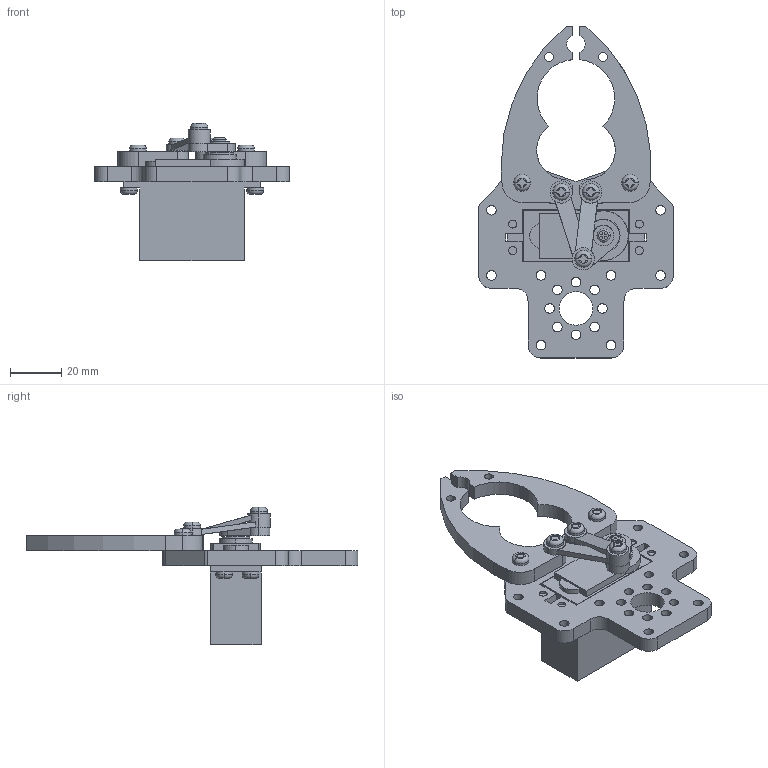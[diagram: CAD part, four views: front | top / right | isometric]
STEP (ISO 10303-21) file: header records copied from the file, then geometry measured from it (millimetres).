
FILE_DESCRIPTION (( 'STEP AP214' ), '1' );
FILE_NAME ('Standard_Gripper_Kit_A.STEP', '2016-03-02T23:20:39', ( '' ), ( '' ), 'SwSTEP 2.0', 'SolidWorks 2016', '' );
FILE_SCHEMA (( 'AUTOMOTIVE_DESIGN' ));
Length unit declared in the file: millimetre
Products named in the file (1): Standard_Gripper_Kit_A
Bounding box: 75.75 x 128.97 x 53.35 mm (x, y, z)
Volume: 62839.4 mm3; surface area: 23588.5 mm2
Topology: 1 solids, 3 shells, 378 faces, 1049 edges, 684 vertices
Faces by surface type: plane 194, cylinder 164, torus 20
Entity records: 12586 total; most frequent: CARTESIAN_POINT 2703, ORIENTED_EDGE 2098, DIRECTION 2067, EDGE_CURVE 1049, AXIS2_PLACEMENT_3D 788, VERTEX_POINT 684, VECTOR 491, LINE 491
